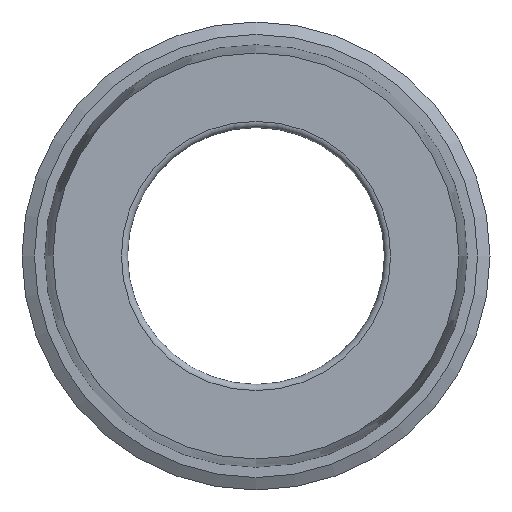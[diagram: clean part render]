
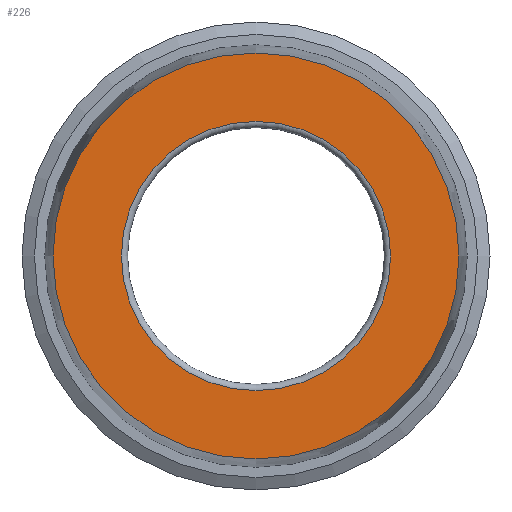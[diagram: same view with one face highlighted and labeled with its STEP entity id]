
A CAD part, front view. The second image highlights one B-rep face of the part: STEP entity #226.
In plain terms, the highlighted planar face has unit normal (0, -1, 0).
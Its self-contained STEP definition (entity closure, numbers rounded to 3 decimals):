
#44=FACE_BOUND('',#68,.T.);
#50=FACE_OUTER_BOUND('',#67,.T.);
#67=EDGE_LOOP('',(#160));
#68=EDGE_LOOP('',(#161));
#90=CIRCLE('',#258,49.009);
#91=CIRCLE('',#259,32.5);
#111=VERTEX_POINT('',#384);
#112=VERTEX_POINT('',#386);
#130=EDGE_CURVE('',#111,#111,#90,.T.);
#131=EDGE_CURVE('',#112,#112,#91,.T.);
#160=ORIENTED_EDGE('',*,*,#130,.F.);
#161=ORIENTED_EDGE('',*,*,#131,.T.);
#220=PLANE('',#257);
#226=ADVANCED_FACE('',(#50,#44),#220,.T.);
#257=AXIS2_PLACEMENT_3D('',#383,#297,#298);
#258=AXIS2_PLACEMENT_3D('',#385,#299,#300);
#259=AXIS2_PLACEMENT_3D('',#387,#301,#302);
#297=DIRECTION('center_axis',(0.,-1.,0.));
#298=DIRECTION('ref_axis',(0.,0.,-1.));
#299=DIRECTION('center_axis',(0.,1.,0.));
#300=DIRECTION('ref_axis',(-1.,0.,0.));
#301=DIRECTION('center_axis',(0.,1.,0.));
#302=DIRECTION('ref_axis',(-1.,0.,0.));
#383=CARTESIAN_POINT('Origin',(-40.754,6.311,0.));
#384=CARTESIAN_POINT('',(49.009,6.311,0.));
#385=CARTESIAN_POINT('Origin',(0.,6.311,0.));
#386=CARTESIAN_POINT('',(0.,6.311,-32.5));
#387=CARTESIAN_POINT('Origin',(0.,6.311,0.));
